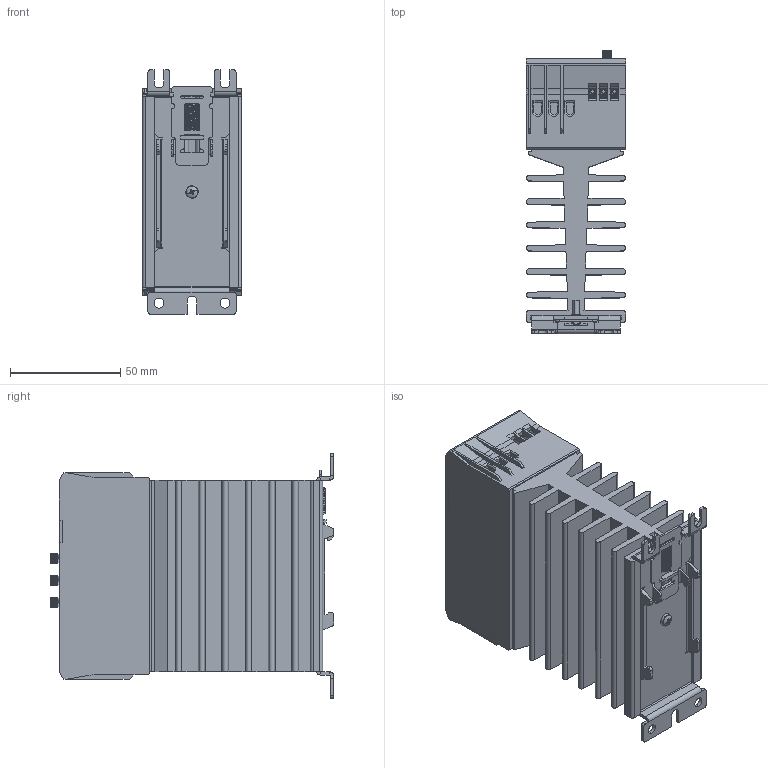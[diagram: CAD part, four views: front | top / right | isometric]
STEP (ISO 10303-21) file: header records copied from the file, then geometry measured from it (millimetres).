
FILE_DESCRIPTION (( 'STEP AP214' ), '1' );
FILE_NAME ('3D ìîäåëü ÓÏÏ1Ê-7Ê5-Â.STEP', '2020-12-09T08:37:24', ( '' ), ( '' ), 'SwSTEP 2.0', 'SolidWorks 2015', '' );
FILE_SCHEMA (( 'AUTOMOTIVE_DESIGN' ));
Length unit declared in the file: millimetre
Products named in the file (12): Âñòàâêà_ïëàñòèêîâàÿ_00; Ïàíåëü ïåðåäíÿÿ_00; Âèíò Ì2,5õ5 DIN 7985_‚¨­â Œ2,5å5 DIN 7985; ïðóæèíà ïðèæèìíîãî ìåõàíèçìà_00; ﾊ煇鳫 浯 DIN-鳰00; ñêîáà ê êðîíøòåéíó DIN-ðåéêè_00; 扰麔鳹罻_00; 3D ìîäåëü ÓÏÏ1Ê-7Ê5-Â; Êëåììà_14õ9,8õ5ìì; Âèíò Ì3õ10 DIN 7985_‚¨­â Œ3å10 DIN 7985; 冓儰僗闉_00; ﾊ煇鳫 DIN-鳰濱00
Assembly tree (23 placements, depth 3):
  3D ìîäåëü ÓÏÏ1Ê-7Ê5-Â
    Ïàíåëü ïåðåäíÿÿ_00
    Âñòàâêà_ïëàñòèêîâàÿ_00
    Âèíò Ì2,5õ5 DIN 7985_‚¨­â Œ2,5å5 DIN 7985  x6
    Êëåììà_14õ9,8õ5ìì  x6
    扰麔鳹罻_00  x3
    冓儰僗闉_00
    ﾊ煇鳫 浯 DIN-鳰00
      ﾊ煇鳫 DIN-鳰濱00
      Âèíò Ì3õ10 DIN 7985_‚¨­â Œ3å10 DIN 7985
      ñêîáà ê êðîíøòåéíó DIN-ðåéêè_00
      ïðóæèíà ïðèæèìíîãî ìåõàíèçìà_00
Bounding box: 45.04 x 128.8 x 111 mm (x, y, z)
Volume: 302604.3 mm3; surface area: 111141.9 mm2
Topology: 48 solids, 48 shells, 4784 faces, 13155 edges, 8674 vertices
Faces by surface type: plane 2277, bspline 1716, cylinder 672, cone 77, torus 28, sphere 14
Entity records: 166308 total; most frequent: CARTESIAN_POINT 48224, ORIENTED_EDGE 21114, DIRECTION 11923, EDGE_CURVE 10557, VERTEX_POINT 6988, VECTOR 6267, LINE 6267, EDGE_LOOP 4043
